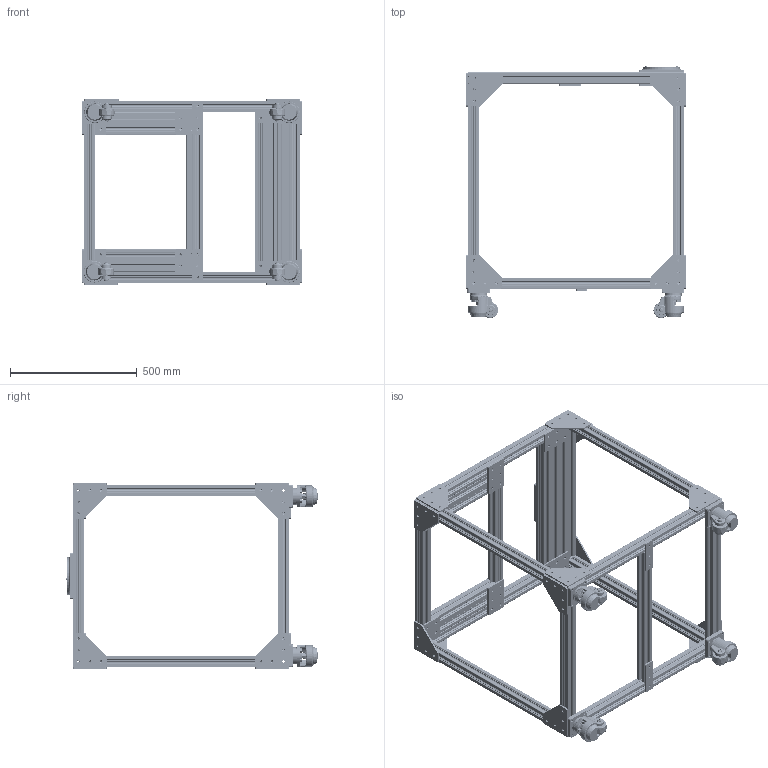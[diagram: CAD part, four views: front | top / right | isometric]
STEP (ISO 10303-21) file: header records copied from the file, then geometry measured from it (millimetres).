
FILE_DESCRIPTION(('HOOPS Exchange Step'),'2;1');
FILE_NAME('output/VentionAssembly_13996_v2.7.STEP','2021-06-15T14:55:25+00:00',('ubuntu'),('Unknown organisation'),'HOOPS Exchange 2020.1','HOOPS Exchange','Unknown authorisation');
FILE_SCHEMA( ('AUTOMOTIVE_DESIGN { 1 0 10303 214 1 1 1 1 }') );
Length unit declared in the file: millimetre
Products named in the file (13): ST-EXT-001-0765; ST-EXT-001-0630; ST-SP-010-0002; MO-WL-003-0002; ST-RB-001-0002; ST-GP-001-0009; ST-EXT-002-0630; ST-GP-001-0007; ST-EXT-001-0855; ST-EXT-002-0360; ST-GP-001-0008; ST-GP-001-0003; 0
Assembly tree (50 placements, depth 2):
  0
    ST-EXT-001-0765  x4
    ST-EXT-001-0630  x5
    ST-SP-010-0002  x4
    MO-WL-003-0002  x4
    ST-RB-001-0002
    ST-GP-001-0009  x16
    ST-EXT-002-0630  x2
    ST-GP-001-0007  x2
    ST-EXT-001-0855  x4
    ST-EXT-002-0360  x2
    ST-GP-001-0008  x4
    ST-GP-001-0003  x2
Bounding box: 867 x 997.59 x 732 mm (x, y, z)
Volume: 14412246.4 mm3; surface area: 8668866.8 mm2
Topology: 76 solids, 80 shells, 6448 faces, 18492 edges, 12272 vertices
Faces by surface type: plane 3158, cylinder 2428, cone 456, bspline 372, sphere 32, torus 2
Entity records: 75496 total; most frequent: CARTESIAN_POINT 21404, ORIENTED_EDGE 11738, DIRECTION 10760, EDGE_CURVE 5869, VERTEX_POINT 4088, VECTOR 3984, LINE 3984, AXIS2_PLACEMENT_3D 3388
